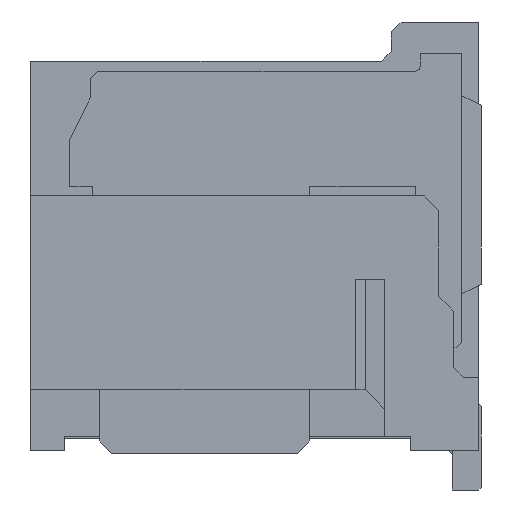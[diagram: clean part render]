
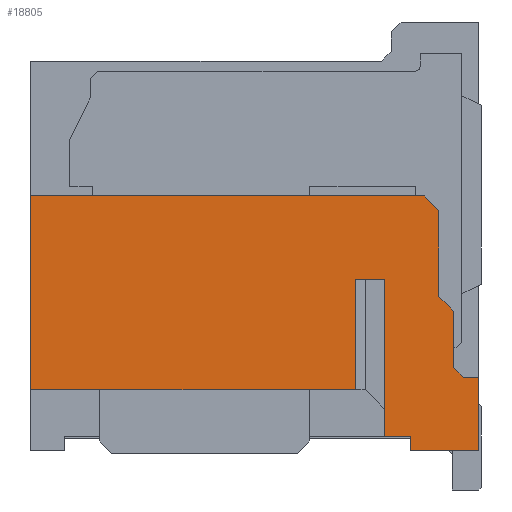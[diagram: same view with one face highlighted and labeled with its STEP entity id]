
A CAD part, left-side view. The second image highlights one B-rep face of the part: STEP entity #18805.
In plain terms, the highlighted planar face has unit normal (-1, 0, 0).
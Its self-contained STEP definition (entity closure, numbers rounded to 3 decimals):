
#41=DIRECTION('',(0.,-1.,0.));
#42=VECTOR('',#41,1.4);
#43=CARTESIAN_POINT('',(-9.65,-3.175,-4.375));
#44=LINE('',#43,#42);
#3578=DIRECTION('',(0.,0.,1.));
#3579=VECTOR('',#3578,2.25);
#3580=CARTESIAN_POINT('',(-9.65,-2.055,-3.125));
#3581=LINE('',#3580,#3579);
#3582=DIRECTION('',(0.,-1.,0.));
#3583=VECTOR('',#3582,6.63);
#3584=CARTESIAN_POINT('',(-9.65,4.575,-3.125));
#3585=LINE('',#3584,#3583);
#3586=DIRECTION('',(0.,0.,1.));
#3587=VECTOR('',#3586,3.95);
#3588=CARTESIAN_POINT('',(-9.65,4.575,-3.125));
#3589=LINE('',#3588,#3587);
#3590=DIRECTION('',(0.,-1.,0.));
#3591=VECTOR('',#3590,8.03);
#3592=CARTESIAN_POINT('',(-9.65,4.575,0.825));
#3593=LINE('',#3592,#3591);
#3594=DIRECTION('',(0.,0.707,0.707));
#3595=VECTOR('',#3594,0.424);
#3596=CARTESIAN_POINT('',(-9.65,-3.755,0.525));
#3597=LINE('',#3596,#3595);
#3598=DIRECTION('',(0.,0.,1.));
#3599=VECTOR('',#3598,1.75);
#3600=CARTESIAN_POINT('',(-9.65,-3.755,-1.225));
#3601=LINE('',#3600,#3599);
#3602=DIRECTION('',(0.,0.707,0.707));
#3603=VECTOR('',#3602,0.424);
#3604=CARTESIAN_POINT('',(-9.65,-4.055,-1.525));
#3605=LINE('',#3604,#3603);
#3606=DIRECTION('',(0.,0.,1.));
#3607=VECTOR('',#3606,1.15);
#3608=CARTESIAN_POINT('',(-9.65,-4.055,-2.675));
#3609=LINE('',#3608,#3607);
#3610=DIRECTION('',(0.,0.707,0.707));
#3611=VECTOR('',#3610,0.283);
#3612=CARTESIAN_POINT('',(-9.65,-4.255,-2.875));
#3613=LINE('',#3612,#3611);
#3614=DIRECTION('',(0.,1.,0.));
#3615=VECTOR('',#3614,0.32);
#3616=CARTESIAN_POINT('',(-9.65,-4.575,-2.875));
#3617=LINE('',#3616,#3615);
#3618=DIRECTION('',(0.,0.,1.));
#3619=VECTOR('',#3618,0.3);
#3620=CARTESIAN_POINT('',(-9.65,-3.175,-4.375));
#3621=LINE('',#3620,#3619);
#3622=DIRECTION('',(0.,1.,0.));
#3623=VECTOR('',#3622,0.52);
#3624=CARTESIAN_POINT('',(-9.65,-3.175,-4.075));
#3625=LINE('',#3624,#3623);
#3626=DIRECTION('',(0.,-1.,0.));
#3627=VECTOR('',#3626,0.6);
#3628=CARTESIAN_POINT('',(-9.65,-2.055,-0.875));
#3629=LINE('',#3628,#3627);
#3654=DIRECTION('',(0.,0.,-1.));
#3655=VECTOR('',#3654,3.2);
#3656=CARTESIAN_POINT('',(-9.65,-2.655,-0.875));
#3657=LINE('',#3656,#3655);
#3742=DIRECTION('',(0.,0.,1.));
#3743=VECTOR('',#3742,1.5);
#3744=CARTESIAN_POINT('',(-9.65,-4.575,-4.375));
#3745=LINE('',#3744,#3743);
#11685=CARTESIAN_POINT('',(-9.65,-3.175,-4.075));
#11686=CARTESIAN_POINT('',(-9.65,-2.655,-4.075));
#11687=VERTEX_POINT('',#11685);
#11688=VERTEX_POINT('',#11686);
#12065=CARTESIAN_POINT('',(-9.65,-4.575,-2.875));
#12066=CARTESIAN_POINT('',(-9.65,-4.255,-2.875));
#12067=VERTEX_POINT('',#12065);
#12068=VERTEX_POINT('',#12066);
#12069=CARTESIAN_POINT('',(-9.65,-4.055,-2.675));
#12070=VERTEX_POINT('',#12069);
#12071=CARTESIAN_POINT('',(-9.65,-4.055,-1.525));
#12072=VERTEX_POINT('',#12071);
#12073=CARTESIAN_POINT('',(-9.65,-3.755,-1.225));
#12074=VERTEX_POINT('',#12073);
#12075=CARTESIAN_POINT('',(-9.65,-3.755,0.525));
#12076=VERTEX_POINT('',#12075);
#12077=CARTESIAN_POINT('',(-9.65,-3.455,0.825));
#12078=VERTEX_POINT('',#12077);
#12079=CARTESIAN_POINT('',(-9.65,4.575,0.825));
#12080=VERTEX_POINT('',#12079);
#12097=CARTESIAN_POINT('',(-9.65,-4.575,-4.375));
#12098=VERTEX_POINT('',#12097);
#12099=CARTESIAN_POINT('',(-9.65,4.575,-3.125));
#12100=VERTEX_POINT('',#12099);
#12138=CARTESIAN_POINT('',(-9.65,-3.175,-4.375));
#12140=VERTEX_POINT('',#12138);
#12965=CARTESIAN_POINT('',(-9.65,-2.055,-3.125));
#12966=CARTESIAN_POINT('',(-9.65,-2.055,-0.875));
#12967=VERTEX_POINT('',#12965);
#12968=VERTEX_POINT('',#12966);
#12969=CARTESIAN_POINT('',(-9.65,-2.655,-0.875));
#12970=VERTEX_POINT('',#12969);
#18774=CARTESIAN_POINT('',(-9.65,4.575,-4.375));
#18775=DIRECTION('',(-1.,0.,0.));
#18776=DIRECTION('',(0.,-1.,0.));
#18777=AXIS2_PLACEMENT_3D('',#18774,#18775,#18776);
#18778=PLANE('',#18777);
#18780=ORIENTED_EDGE('',*,*,#18779,.F.);
#18782=ORIENTED_EDGE('',*,*,#18781,.F.);
#18783=ORIENTED_EDGE('',*,*,#15321,.T.);
#18784=ORIENTED_EDGE('',*,*,#18719,.T.);
#18785=ORIENTED_EDGE('',*,*,#18741,.F.);
#18786=ORIENTED_EDGE('',*,*,#18755,.F.);
#18787=ORIENTED_EDGE('',*,*,#18768,.F.);
#18788=ORIENTED_EDGE('',*,*,#18549,.F.);
#18790=ORIENTED_EDGE('',*,*,#18789,.F.);
#18792=ORIENTED_EDGE('',*,*,#18791,.F.);
#18794=ORIENTED_EDGE('',*,*,#18793,.F.);
#18795=ORIENTED_EDGE('',*,*,#15206,.F.);
#18797=ORIENTED_EDGE('',*,*,#18796,.T.);
#18798=ORIENTED_EDGE('',*,*,#18279,.T.);
#18800=ORIENTED_EDGE('',*,*,#18799,.F.);
#18802=ORIENTED_EDGE('',*,*,#18801,.F.);
#18803=EDGE_LOOP('',(#18780,#18782,#18783,#18784,#18785,#18786,#18787,#18788,
#18790,#18792,#18794,#18795,#18797,#18798,#18800,#18802));
#18804=FACE_OUTER_BOUND('',#18803,.F.);
#18805=ADVANCED_FACE('',(#18804),#18778,.T.);
#15206=EDGE_CURVE('',#12140,#12098,#44,.T.);
#15321=EDGE_CURVE('',#12100,#12080,#3589,.T.);
#18279=EDGE_CURVE('',#11687,#11688,#3625,.T.);
#18549=EDGE_CURVE('',#12070,#12072,#3609,.T.);
#18719=EDGE_CURVE('',#12080,#12078,#3593,.T.);
#18741=EDGE_CURVE('',#12076,#12078,#3597,.T.);
#18755=EDGE_CURVE('',#12074,#12076,#3601,.T.);
#18768=EDGE_CURVE('',#12072,#12074,#3605,.T.);
#18779=EDGE_CURVE('',#12967,#12968,#3581,.T.);
#18781=EDGE_CURVE('',#12100,#12967,#3585,.T.);
#18789=EDGE_CURVE('',#12068,#12070,#3613,.T.);
#18791=EDGE_CURVE('',#12067,#12068,#3617,.T.);
#18793=EDGE_CURVE('',#12098,#12067,#3745,.T.);
#18796=EDGE_CURVE('',#12140,#11687,#3621,.T.);
#18799=EDGE_CURVE('',#12970,#11688,#3657,.T.);
#18801=EDGE_CURVE('',#12968,#12970,#3629,.T.);
